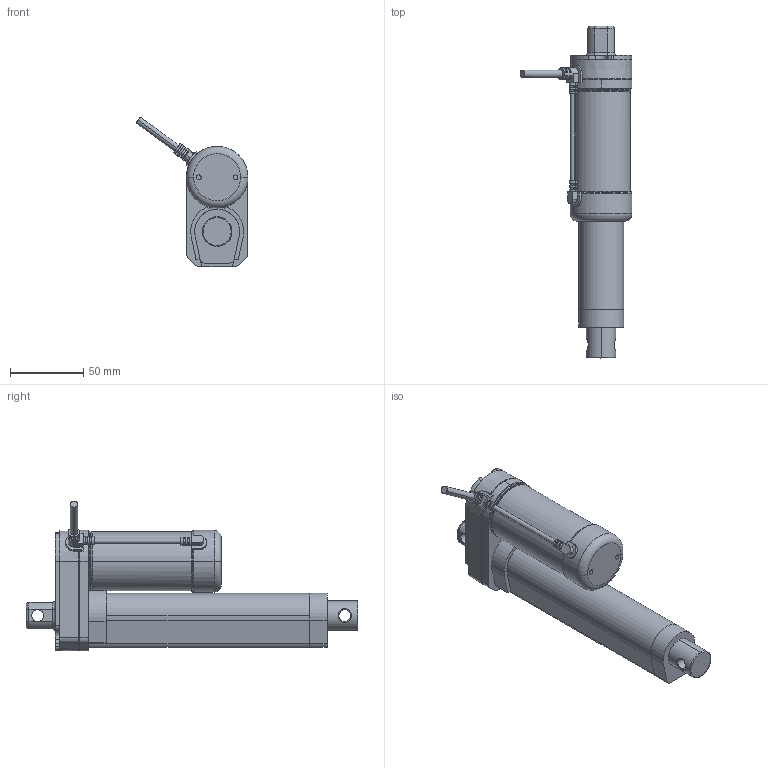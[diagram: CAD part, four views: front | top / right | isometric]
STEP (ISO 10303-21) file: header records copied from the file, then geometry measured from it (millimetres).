
FILE_DESCRIPTION (( 'STEP AP203' ), '1' );
FILE_NAME ('LD3-100-HS.STEP', '2014-06-18T07:38:53', ( '' ), ( '' ), 'SwSTEP 2.0', 'SolidWorks 2012', '' );
FILE_SCHEMA (( 'CONFIG_CONTROL_DESIGN' ));
Length unit declared in the file: millimetre
Products named in the file (3): LD3-100-HS; LD3-Tube; LD3-HS-Body
Assembly tree (2 placements, depth 2):
  LD3-100-HS
    LD3-HS-Body
    LD3-Tube
Bounding box: 76.25 x 226 x 101.9 mm (x, y, z)
Volume: 41724.5 mm3; surface area: 75250.4 mm2
Topology: 1 solids, 12 shells, 259 faces, 766 edges, 519 vertices
Faces by surface type: plane 115, cylinder 107, bspline 16, torus 12, cone 9
Entity records: 10657 total; most frequent: CARTESIAN_POINT 3481, DIRECTION 1476, ORIENTED_EDGE 1355, EDGE_CURVE 764, AXIS2_PLACEMENT_3D 546, VERTEX_POINT 519, VECTOR 384, LINE 384
